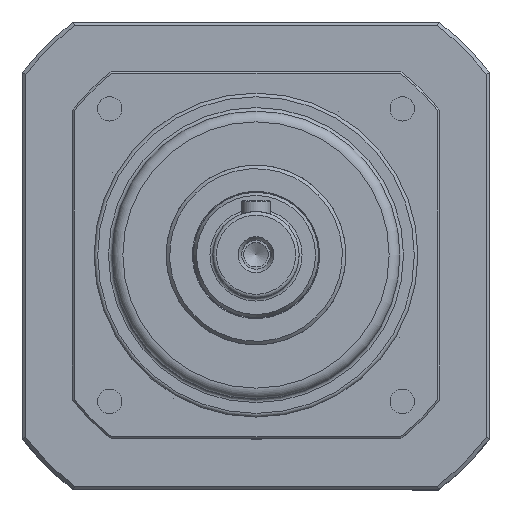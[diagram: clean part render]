
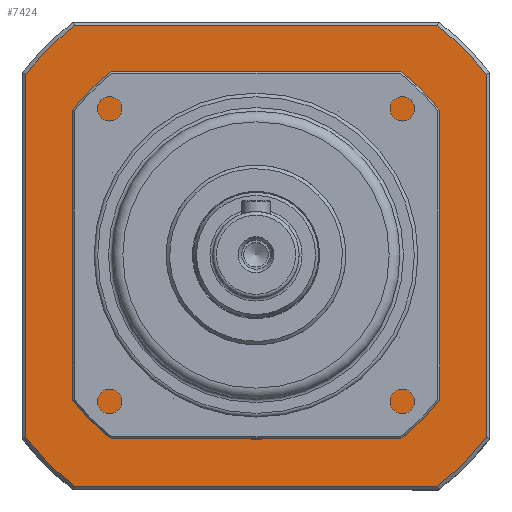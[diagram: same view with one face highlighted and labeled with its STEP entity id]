
A CAD part, top view. The second image highlights one B-rep face of the part: STEP entity #7424.
In plain terms, the highlighted planar face has unit normal (0, 0, 1).
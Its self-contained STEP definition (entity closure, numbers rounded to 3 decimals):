
#7279=CARTESIAN_POINT('',(0.,0.,-105.0));
#7280=DIRECTION('',(0.0,0.0,1.0));
#7281=DIRECTION('',(1.0,0.0,0.0));
#7282=AXIS2_PLACEMENT_3D('',#7279,#7280,#7281);
#7283=PLANE('',#7282);
#7284=CARTESIAN_POINT('',(50.46,-64.,-105.));
#7285=VERTEX_POINT('',#7284);
#7286=CARTESIAN_POINT('',(64.,-50.46,-105.0));
#7287=VERTEX_POINT('',#7286);
#7288=CARTESIAN_POINT('',(0.,0.,-105.0));
#7289=DIRECTION('',(0.0,0.0,1.0));
#7290=DIRECTION('',(1.0,0.0,0.0));
#7291=AXIS2_PLACEMENT_3D('',#7288,#7289,#7290);
#7292=CIRCLE('',#7291,81.5);
#7293=EDGE_CURVE('',#7285,#7287,#7292,.T.);
#7294=ORIENTED_EDGE('',*,*,#7293,.T.);
#7295=CARTESIAN_POINT('',(64.,50.46,-105.0));
#7296=VERTEX_POINT('',#7295);
#7297=CARTESIAN_POINT('',(64.0,-50.46,-105.0));
#7298=DIRECTION('',(0.0,1.0,0.0));
#7299=VECTOR('',#7298,100.921);
#7300=LINE('',#7297,#7299);
#7301=EDGE_CURVE('',#7287,#7296,#7300,.T.);
#7302=ORIENTED_EDGE('',*,*,#7301,.T.);
#7303=CARTESIAN_POINT('',(50.46,64.,-105.0));
#7304=VERTEX_POINT('',#7303);
#7305=CARTESIAN_POINT('',(0.,0.,-105.0));
#7306=DIRECTION('',(0.0,0.0,1.0));
#7307=DIRECTION('',(1.0,0.0,0.0));
#7308=AXIS2_PLACEMENT_3D('',#7305,#7306,#7307);
#7309=CIRCLE('',#7308,81.5);
#7310=EDGE_CURVE('',#7296,#7304,#7309,.T.);
#7311=ORIENTED_EDGE('',*,*,#7310,.T.);
#7312=CARTESIAN_POINT('',(-50.46,64.,-105.));
#7313=VERTEX_POINT('',#7312);
#7314=CARTESIAN_POINT('',(50.46,64.,-105.0));
#7315=DIRECTION('',(-1.0,0.0,0.0));
#7316=VECTOR('',#7315,100.921);
#7317=LINE('',#7314,#7316);
#7318=EDGE_CURVE('',#7304,#7313,#7317,.T.);
#7319=ORIENTED_EDGE('',*,*,#7318,.T.);
#7320=CARTESIAN_POINT('',(-64.,50.46,-105.0));
#7321=VERTEX_POINT('',#7320);
#7322=CARTESIAN_POINT('',(0.,0.,-105.0));
#7323=DIRECTION('',(0.0,0.0,1.0));
#7324=DIRECTION('',(1.0,0.0,0.0));
#7325=AXIS2_PLACEMENT_3D('',#7322,#7323,#7324);
#7326=CIRCLE('',#7325,81.5);
#7327=EDGE_CURVE('',#7313,#7321,#7326,.T.);
#7328=ORIENTED_EDGE('',*,*,#7327,.T.);
#7329=CARTESIAN_POINT('',(-64.,-50.46,-105.));
#7330=VERTEX_POINT('',#7329);
#7331=CARTESIAN_POINT('',(-64.,50.46,-105.0));
#7332=DIRECTION('',(0.0,-1.0,0.0));
#7333=VECTOR('',#7332,100.921);
#7334=LINE('',#7331,#7333);
#7335=EDGE_CURVE('',#7321,#7330,#7334,.T.);
#7336=ORIENTED_EDGE('',*,*,#7335,.T.);
#7337=CARTESIAN_POINT('',(-50.46,-64.,-105.0));
#7338=VERTEX_POINT('',#7337);
#7339=CARTESIAN_POINT('',(0.,0.,-105.0));
#7340=DIRECTION('',(0.0,0.0,1.0));
#7341=DIRECTION('',(1.0,0.0,0.0));
#7342=AXIS2_PLACEMENT_3D('',#7339,#7340,#7341);
#7343=CIRCLE('',#7342,81.5);
#7344=EDGE_CURVE('',#7330,#7338,#7343,.T.);
#7345=ORIENTED_EDGE('',*,*,#7344,.T.);
#7346=CARTESIAN_POINT('',(-50.46,-64.,-105.0));
#7347=DIRECTION('',(1.0,0.0,0.0));
#7348=VECTOR('',#7347,100.921);
#7349=LINE('',#7346,#7348);
#7350=EDGE_CURVE('',#7338,#7285,#7349,.T.);
#7351=ORIENTED_EDGE('',*,*,#7350,.T.);
#7352=EDGE_LOOP('',(#7294,#7302,#7311,#7319,#7328,#7336,#7345,#7351));
#7353=FACE_OUTER_BOUND('',#7352,.T.);
#7354=CARTESIAN_POINT('',(-45.,24.,-105.0));
#7355=VERTEX_POINT('',#7354);
#7356=CARTESIAN_POINT('',(-45.,-24.,-105.0));
#7357=VERTEX_POINT('',#7356);
#7358=CARTESIAN_POINT('',(-45.,24.,-105.0));
#7359=DIRECTION('',(0.0,-1.0,0.0));
#7360=VECTOR('',#7359,48.);
#7361=LINE('',#7358,#7360);
#7362=EDGE_CURVE('',#7355,#7357,#7361,.T.);
#7363=ORIENTED_EDGE('',*,*,#7362,.F.);
#7364=CARTESIAN_POINT('',(-24.,45.,-105.0));
#7365=VERTEX_POINT('',#7364);
#7366=CARTESIAN_POINT('',(0.,0.,-105.0));
#7367=DIRECTION('',(0.0,0.0,1.0));
#7368=DIRECTION('',(1.0,0.0,0.0));
#7369=AXIS2_PLACEMENT_3D('',#7366,#7367,#7368);
#7370=CIRCLE('',#7369,51.);
#7371=EDGE_CURVE('',#7365,#7355,#7370,.T.);
#7372=ORIENTED_EDGE('',*,*,#7371,.F.);
#7373=CARTESIAN_POINT('',(24.,45.,-105.0));
#7374=VERTEX_POINT('',#7373);
#7375=CARTESIAN_POINT('',(24.,45.,-105.0));
#7376=DIRECTION('',(-1.0,0.0,0.0));
#7377=VECTOR('',#7376,48.);
#7378=LINE('',#7375,#7377);
#7379=EDGE_CURVE('',#7374,#7365,#7378,.T.);
#7380=ORIENTED_EDGE('',*,*,#7379,.F.);
#7381=CARTESIAN_POINT('',(45.,24.,-105.0));
#7382=VERTEX_POINT('',#7381);
#7383=CARTESIAN_POINT('',(0.,0.,-105.0));
#7384=DIRECTION('',(0.0,0.0,1.0));
#7385=DIRECTION('',(1.0,0.0,0.0));
#7386=AXIS2_PLACEMENT_3D('',#7383,#7384,#7385);
#7387=CIRCLE('',#7386,51.);
#7388=EDGE_CURVE('',#7382,#7374,#7387,.T.);
#7389=ORIENTED_EDGE('',*,*,#7388,.F.);
#7390=CARTESIAN_POINT('',(45.,-24.,-105.0));
#7391=VERTEX_POINT('',#7390);
#7392=CARTESIAN_POINT('',(45.,-24.,-105.0));
#7393=DIRECTION('',(0.0,1.0,0.0));
#7394=VECTOR('',#7393,48.);
#7395=LINE('',#7392,#7394);
#7396=EDGE_CURVE('',#7391,#7382,#7395,.T.);
#7397=ORIENTED_EDGE('',*,*,#7396,.F.);
#7398=CARTESIAN_POINT('',(24.,-45.,-105.0));
#7399=VERTEX_POINT('',#7398);
#7400=CARTESIAN_POINT('',(0.,0.,-105.0));
#7401=DIRECTION('',(0.0,0.0,1.0));
#7402=DIRECTION('',(1.0,0.0,0.0));
#7403=AXIS2_PLACEMENT_3D('',#7400,#7401,#7402);
#7404=CIRCLE('',#7403,51.);
#7405=EDGE_CURVE('',#7399,#7391,#7404,.T.);
#7406=ORIENTED_EDGE('',*,*,#7405,.F.);
#7407=CARTESIAN_POINT('',(-24.,-45.,-105.0));
#7408=VERTEX_POINT('',#7407);
#7409=CARTESIAN_POINT('',(-24.,-45.,-105.0));
#7410=DIRECTION('',(1.0,0.0,0.0));
#7411=VECTOR('',#7410,48.);
#7412=LINE('',#7409,#7411);
#7413=EDGE_CURVE('',#7408,#7399,#7412,.T.);
#7414=ORIENTED_EDGE('',*,*,#7413,.F.);
#7415=CARTESIAN_POINT('',(0.,0.,-105.0));
#7416=DIRECTION('',(0.0,0.0,1.0));
#7417=DIRECTION('',(1.0,0.0,0.0));
#7418=AXIS2_PLACEMENT_3D('',#7415,#7416,#7417);
#7419=CIRCLE('',#7418,51.);
#7420=EDGE_CURVE('',#7357,#7408,#7419,.T.);
#7421=ORIENTED_EDGE('',*,*,#7420,.F.);
#7422=EDGE_LOOP('',(#7363,#7372,#7380,#7389,#7397,#7406,#7414,#7421));
#7423=FACE_BOUND('',#7422,.T.);
#7424=ADVANCED_FACE('',(#7353,#7423),#7283,.T.);
